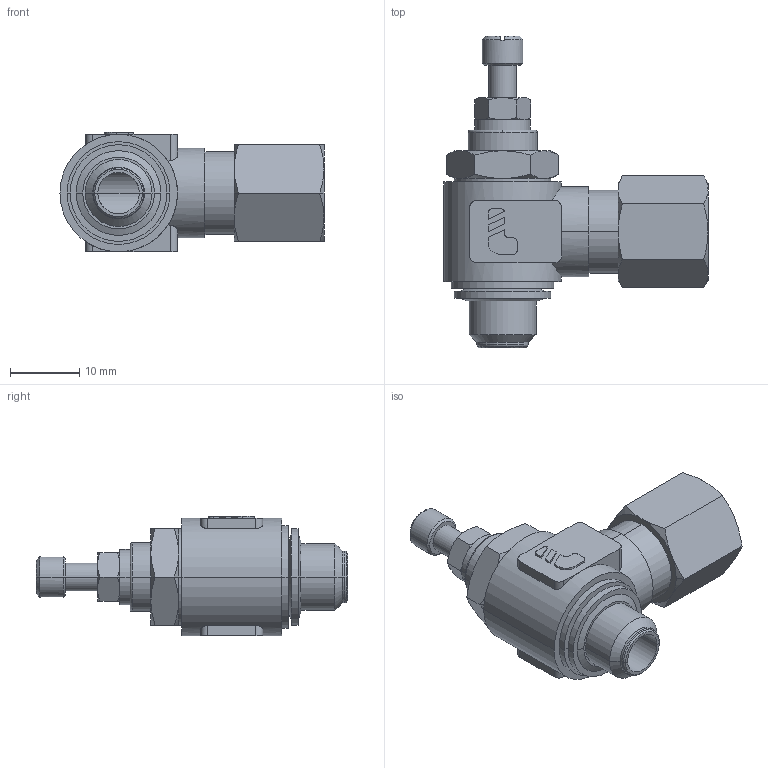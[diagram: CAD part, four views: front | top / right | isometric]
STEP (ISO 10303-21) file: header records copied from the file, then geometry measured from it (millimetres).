
FILE_DESCRIPTION(('STEP AP214'),'1');
FILE_NAME('7762_08_10.stp','2016-07-07T14:31:22',('TraceParts'),('TraceParts S.A.'),'Spatial InterOp 3D',' ',' ');
FILE_SCHEMA(('automotive_design'));
Length unit declared in the file: millimetre
Products named in the file (1): 1
Bounding box: 38.2 x 45.1 x 17.3 mm (x, y, z)
Volume: 7193.4 mm3; surface area: 4421.6 mm2
Topology: 1 solids, 1 shells, 187 faces, 432 edges, 260 vertices
Faces by surface type: cone 72, plane 65, cylinder 42, revolution 6, torus 2
Entity records: 5514 total; most frequent: CARTESIAN_POINT 1411, DIRECTION 872, ORIENTED_EDGE 860, EDGE_CURVE 430, AXIS2_PLACEMENT_3D 348, VERTEX_POINT 260, EDGE_LOOP 204, ADVANCED_FACE 187
